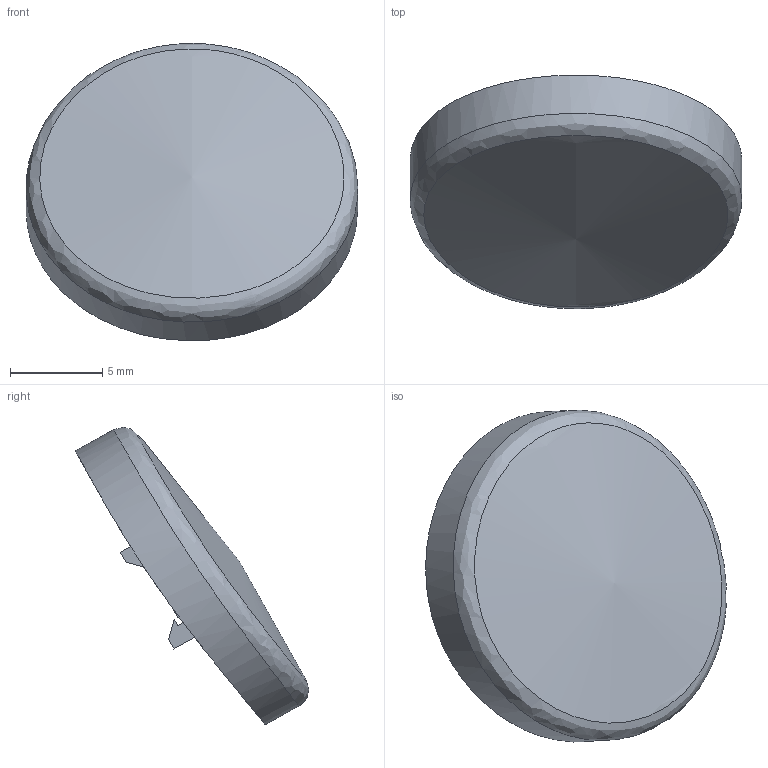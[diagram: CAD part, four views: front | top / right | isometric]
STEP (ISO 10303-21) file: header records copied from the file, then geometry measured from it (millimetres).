
FILE_DESCRIPTION(/* description */ (''),/* implementation_level */ '2;1');
FILE_NAME(/* name */ 'кнопка без защелок.step',/* time_stamp */ '2021-12-07T00:03:54+03:00',/* author */ (''),/* organization */ (''),/* preprocessor_version */ 'ST-DEVELOPER v18.1',/* originating_system */ 'Autodesk Translation Framework v10.10.0.1391',/* authorisation */ '');
FILE_SCHEMA (('AUTOMOTIVE_DESIGN { 1 0 10303 214 3 1 1 }'));
Length unit declared in the file: millimetre
Products named in the file (1): button no snaps
Bounding box: 18 x 12.65 x 16.13 mm (x, y, z)
Volume: 546.9 mm3; surface area: 874.6 mm2
Topology: 1 solids, 1 shells, 32 faces, 78 edges, 53 vertices
Faces by surface type: plane 26, bspline 4, cylinder 2
Full cylindrical faces by diameter (mm): 15 x1, 18 x1
Entity records: 2479 total; most frequent: CARTESIAN_POINT 1738, ORIENTED_EDGE 156, DIRECTION 112, EDGE_CURVE 78, VERTEX_POINT 53, LINE 52, VECTOR 52, EDGE_LOOP 37
